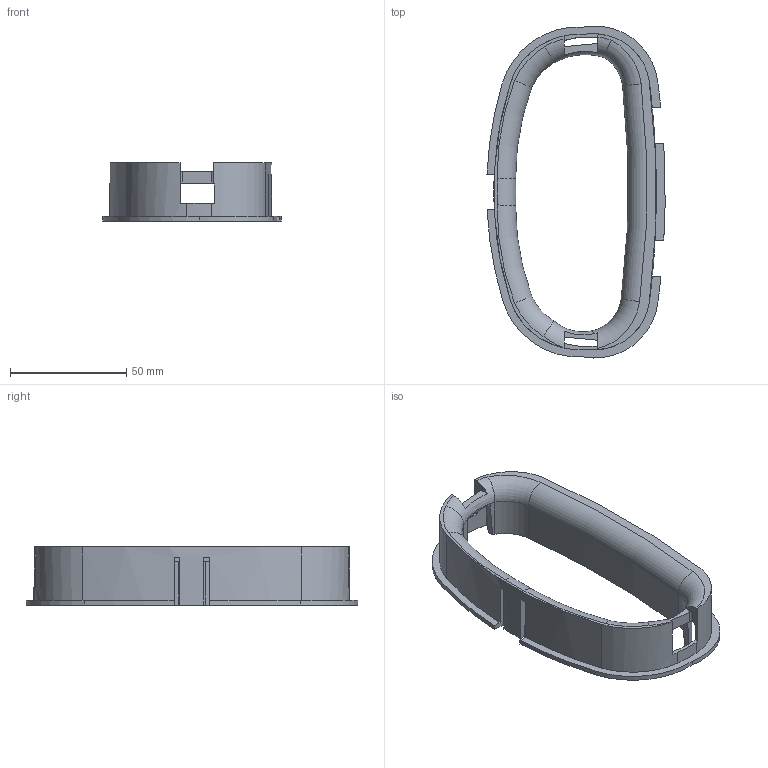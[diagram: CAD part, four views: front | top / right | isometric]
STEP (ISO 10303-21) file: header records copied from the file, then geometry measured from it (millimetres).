
FILE_DESCRIPTION(('STEP AP214'),'1');
FILE_NAME('bmv_v6_kompas_1.stp','2024-09-02T16:54:13',(' '),(' '),'Spatial InterOp 3D',' ',' ');
FILE_SCHEMA(('AUTOMOTIVE_DESIGN { 1 0 10303 214 1 1 1 1 }'));
Length unit declared in the file: millimetre
Products named in the file (1): 1
Bounding box: 76.55 x 142.75 x 25 mm (x, y, z)
Volume: 40580.5 mm3; surface area: 34488.7 mm2
Topology: 1 solids, 1 shells, 129 faces, 388 edges, 255 vertices
Faces by surface type: plane 58, cylinder 58, torus 13
Entity records: 4792 total; most frequent: CARTESIAN_POINT 1168, DIRECTION 795, ORIENTED_EDGE 776, EDGE_CURVE 388, AXIS2_PLACEMENT_3D 308, VERTEX_POINT 255, LINE 179, VECTOR 179
